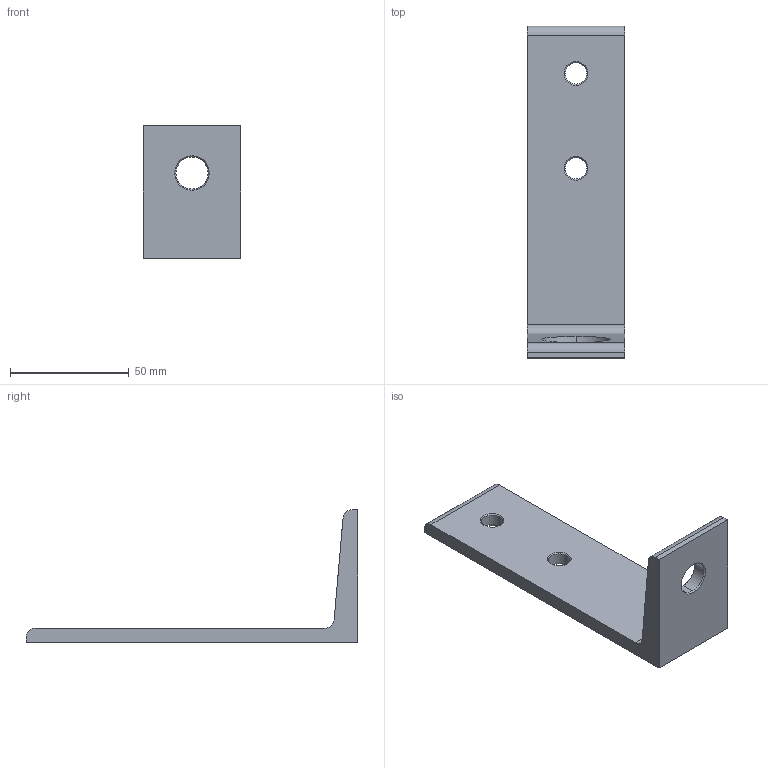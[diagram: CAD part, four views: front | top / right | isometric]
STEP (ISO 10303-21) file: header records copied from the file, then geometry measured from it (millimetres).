
FILE_DESCRIPTION(('STEP AP214'),'1');
FILE_NAME('fath_093ba14045.stp','2017-10-10T09:47:52',('TraceParts'),('TraceParts S.A.'),'Spatial InterOp 3D',' ',' ');
FILE_SCHEMA(('automotive_design'));
Length unit declared in the file: millimetre
Products named in the file (1): fath_093ba14045
Bounding box: 41 x 140 x 56 mm (x, y, z)
Volume: 48509.4 mm3; surface area: 18339.1 mm2
Topology: 1 solids, 1 shells, 32 faces, 75 edges, 46 vertices
Faces by surface type: cone 12, cylinder 11, plane 9
Entity records: 1214 total; most frequent: DIRECTION 171, CARTESIAN_POINT 166, ORIENTED_EDGE 150, EDGE_CURVE 75, AXIS2_PLACEMENT_3D 65, VERTEX_POINT 46, LINE 41, VECTOR 41
